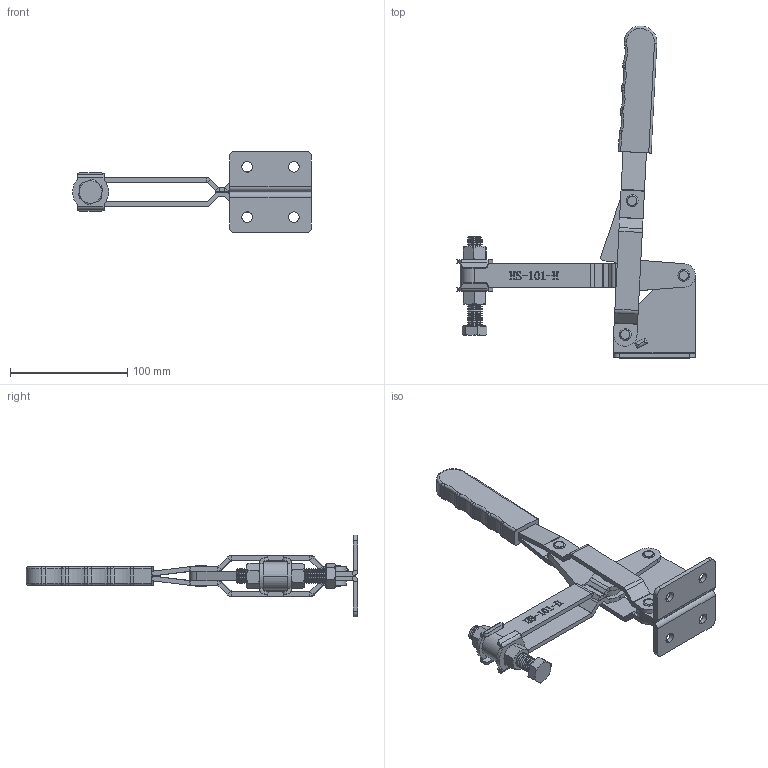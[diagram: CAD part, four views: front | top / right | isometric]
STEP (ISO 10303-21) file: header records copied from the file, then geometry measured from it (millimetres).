
FILE_DESCRIPTION (( 'STEP AP203' ), '1' );
FILE_NAME ('HS-101-H .STEP', '2020-06-04T01:57:10', ( '微软用户' ), ( '微软中国' ), 'SwSTEP 2.0', 'SolidWorks 2012', '' );
FILE_SCHEMA (( 'CONFIG_CONTROL_DESIGN' ));
Length unit declared in the file: millimetre
Products named in the file (11): HS-101-H  ; hex nut_ai_HNUT 0.5000-13-D-S; hex finished bolt_ai_HFBOLT 0.5-13x3x3-S; FW-21384; 揤參; 种; 忒梟; 忒參; 蟀裝; 楊擘菁釱酘; 楊擘菁釱衵
Assembly tree (16 placements, depth 2):
  HS-101-H  
    楊擘菁釱衵
    楊擘菁釱酘
    蟀裝
    忒參
    忒梟  x2
    种  x4
    揤參
    FW-21384  x2
    hex finished bolt_ai_HFBOLT 0.5-13x3x3-S
    hex nut_ai_HNUT 0.5000-13-D-S  x2
Bounding box: 204.2 x 283.64 x 70 mm (x, y, z)
Volume: 193303.9 mm3; surface area: 97436.2 mm2
Topology: 16 solids, 16 shells, 1148 faces, 2849 edges, 1767 vertices
Faces by surface type: plane 477, cylinder 270, cone 244, bspline 113, torus 44
Entity records: 36192 total; most frequent: CARTESIAN_POINT 11512, ORIENTED_EDGE 4968, DIRECTION 4743, EDGE_CURVE 2484, AXIS2_PLACEMENT_3D 1652, VERTEX_POINT 1557, LINE 1439, VECTOR 1439
